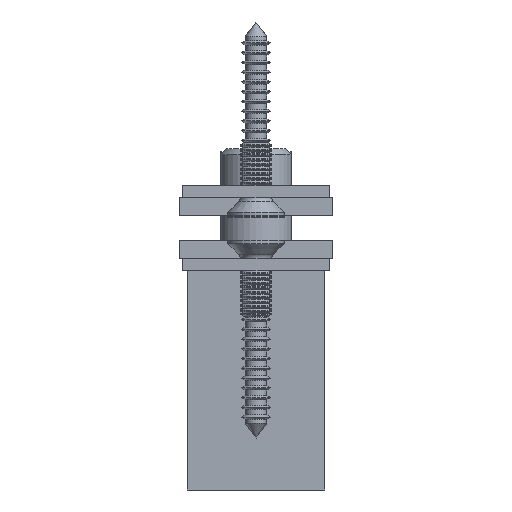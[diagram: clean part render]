
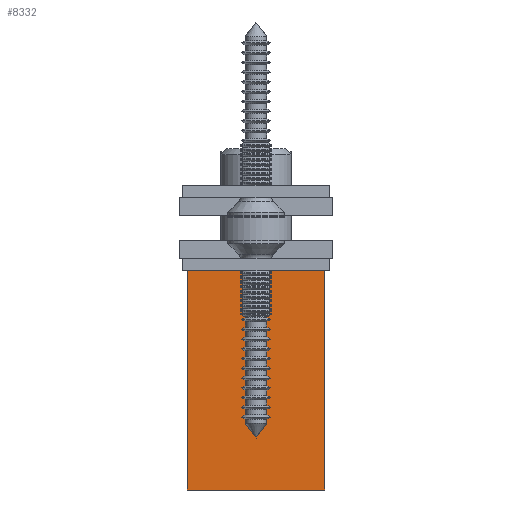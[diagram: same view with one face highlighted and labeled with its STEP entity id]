
A CAD part, front view. The second image highlights one B-rep face of the part: STEP entity #8332.
In plain terms, the highlighted planar face has unit normal (0, -1, 0).
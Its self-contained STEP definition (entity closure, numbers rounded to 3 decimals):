
#214 = DIRECTION ( 'NONE',  ( -1., 0., 0. ) ) ;
#1084 = VERTEX_POINT ( 'NONE', #35043 ) ;
#1426 = LINE ( 'NONE', #18934, #37201 ) ;
#1652 = VERTEX_POINT ( 'NONE', #54647 ) ;
#4746 = LINE ( 'NONE', #17928, #42957 ) ;
#6251 = VERTEX_POINT ( 'NONE', #56375 ) ;
#8332 = ADVANCED_FACE ( 'NONE', ( #36319 ), #45756, .F. ) ;
#13054 = EDGE_CURVE ( 'NONE', #42104, #6251, #48134, .T. ) ;
#13118 = CARTESIAN_POINT ( 'NONE',  ( 11.25, -76., 0. ) ) ;
#16013 = CARTESIAN_POINT ( 'NONE',  ( 11.25, -76., 0. ) ) ;
#17928 = CARTESIAN_POINT ( 'NONE',  ( 11.25, -76., -38. ) ) ;
#18934 = CARTESIAN_POINT ( 'NONE',  ( -11.25, -76., 0. ) ) ;
#19232 = ORIENTED_EDGE ( 'NONE', *, *, #44899, .F. ) ;
#19484 = DIRECTION ( 'NONE',  ( 0., 0., -1. ) ) ;
#20491 = AXIS2_PLACEMENT_3D ( 'NONE', #50885, #55455, #24213 ) ;
#24213 = DIRECTION ( 'NONE',  ( 0., 0., 1. ) ) ;
#32157 = ORIENTED_EDGE ( 'NONE', *, *, #13054, .T. ) ;
#32441 = EDGE_CURVE ( 'NONE', #6251, #1652, #1426, .T. ) ;
#32569 = VECTOR ( 'NONE', #214, 1000. ) ;
#33809 = LINE ( 'NONE', #42993, #42328 ) ;
#35043 = CARTESIAN_POINT ( 'NONE',  ( 11.25, -76., -38. ) ) ;
#36319 = FACE_OUTER_BOUND ( 'NONE', #40429, .T. ) ;
#37201 = VECTOR ( 'NONE', #19484, 1000. ) ;
#39173 = DIRECTION ( 'NONE',  ( -1., 0., 0. ) ) ;
#40429 = EDGE_LOOP ( 'NONE', ( #48660, #19232, #43922, #32157 ) ) ;
#42104 = VERTEX_POINT ( 'NONE', #16013 ) ;
#42328 = VECTOR ( 'NONE', #51300, 1000. ) ;
#42957 = VECTOR ( 'NONE', #39173, 1000. ) ;
#42993 = CARTESIAN_POINT ( 'NONE',  ( 11.25, -76., 0. ) ) ;
#43922 = ORIENTED_EDGE ( 'NONE', *, *, #47183, .F. ) ;
#44899 = EDGE_CURVE ( 'NONE', #1084, #1652, #4746, .T. ) ;
#45756 = PLANE ( 'NONE',  #20491 ) ;
#47183 = EDGE_CURVE ( 'NONE', #42104, #1084, #33809, .T. ) ;
#48134 = LINE ( 'NONE', #13118, #32569 ) ;
#48660 = ORIENTED_EDGE ( 'NONE', *, *, #32441, .T. ) ;
#50885 = CARTESIAN_POINT ( 'NONE',  ( 11.25, -76., 0. ) ) ;
#51300 = DIRECTION ( 'NONE',  ( 0., 0., -1. ) ) ;
#54647 = CARTESIAN_POINT ( 'NONE',  ( -11.25, -76., -38. ) ) ;
#55455 = DIRECTION ( 'NONE',  ( 0., 1., 0. ) ) ;
#56375 = CARTESIAN_POINT ( 'NONE',  ( -11.25, -76., 0. ) ) ;
